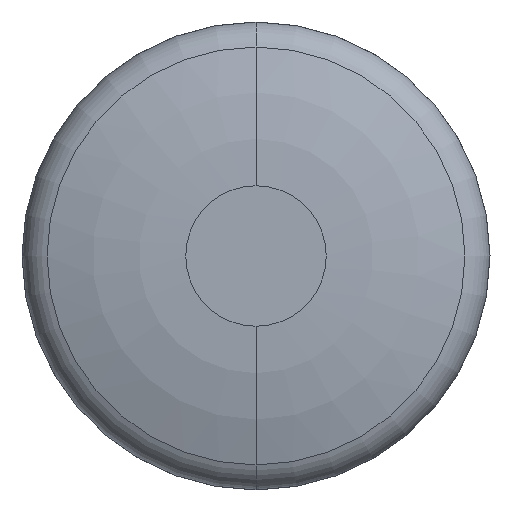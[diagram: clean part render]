
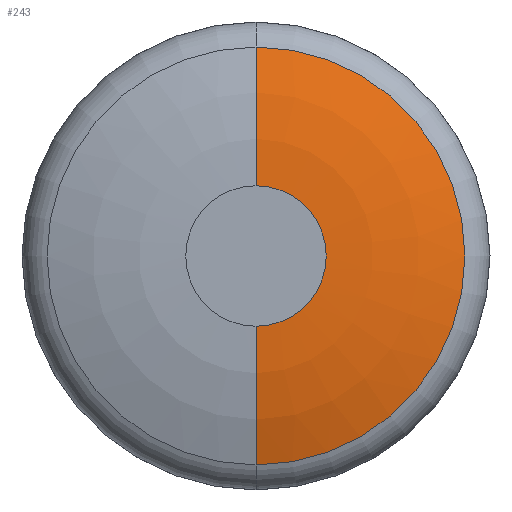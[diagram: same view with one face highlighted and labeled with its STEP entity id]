
A CAD part, front view. The second image highlights one B-rep face of the part: STEP entity #243.
In plain terms, the highlighted toroidal (fillet/blend) face has major radius 1.429 mm and minor radius 8.572 mm.
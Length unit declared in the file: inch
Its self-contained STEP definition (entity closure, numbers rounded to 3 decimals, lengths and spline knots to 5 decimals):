
#12 = AXIS2_PLACEMENT_3D ( 'NONE', #212, #32, #529 ) ;
#32 = DIRECTION ( 'NONE',  ( 0., -1., 0. ) ) ;
#41 = AXIS2_PLACEMENT_3D ( 'NONE', #466, #292, #165 ) ;
#42 = DIRECTION ( 'NONE',  ( 0., 0., -1. ) ) ;
#76 = CARTESIAN_POINT ( 'NONE',  ( 0., 0.01882, -0.16738 ) ) ;
#85 = ORIENTED_EDGE ( 'NONE', *, *, #548, .T. ) ;
#91 = CARTESIAN_POINT ( 'NONE',  ( 0., 0.01882, 0.16738 ) ) ;
#105 = FACE_OUTER_BOUND ( 'NONE', #463, .T. ) ;
#147 = DIRECTION ( 'NONE',  ( -1., 0., 0. ) ) ;
#154 = CIRCLE ( 'NONE', #324, 0.05625 ) ;
#165 = DIRECTION ( 'NONE',  ( 0., 0., -1. ) ) ;
#174 = EDGE_CURVE ( 'NONE', #470, #344, #178, .T. ) ;
#178 = CIRCLE ( 'NONE', #576, 0.3375 ) ;
#180 = EDGE_CURVE ( 'NONE', #344, #475, #154, .T. ) ;
#184 = CARTESIAN_POINT ( 'NONE',  ( 0., 0., -0.05625 ) ) ;
#197 = TOROIDAL_SURFACE ( 'NONE', #12, 0.05625, 0.3375 ) ;
#205 = CARTESIAN_POINT ( 'NONE',  ( 0., 0.01882, 0. ) ) ;
#212 = CARTESIAN_POINT ( 'NONE',  ( 0., 0.3375, 0. ) ) ;
#223 = EDGE_CURVE ( 'NONE', #360, #475, #407, .T. ) ;
#242 = DIRECTION ( 'NONE',  ( 0., -1., 0. ) ) ;
#243 = ADVANCED_FACE ( 'NONE', ( #105 ), #197, .T. ) ;
#289 = ORIENTED_EDGE ( 'NONE', *, *, #223, .T. ) ;
#292 = DIRECTION ( 'NONE',  ( 1., 0., 0. ) ) ;
#321 = CARTESIAN_POINT ( 'NONE',  ( 0., 0., 0. ) ) ;
#324 = AXIS2_PLACEMENT_3D ( 'NONE', #321, #242, #349 ) ;
#344 = VERTEX_POINT ( 'NONE', #184 ) ;
#349 = DIRECTION ( 'NONE',  ( 0., 0., -1. ) ) ;
#360 = VERTEX_POINT ( 'NONE', #91 ) ;
#362 = ORIENTED_EDGE ( 'NONE', *, *, #180, .F. ) ;
#402 = DIRECTION ( 'NONE',  ( 0., 0., 1. ) ) ;
#407 = CIRCLE ( 'NONE', #41, 0.3375 ) ;
#420 = CARTESIAN_POINT ( 'NONE',  ( 0., 0., 0.05625 ) ) ;
#438 = CIRCLE ( 'NONE', #501, 0.16738 ) ;
#463 = EDGE_LOOP ( 'NONE', ( #85, #289, #362, #555 ) ) ;
#466 = CARTESIAN_POINT ( 'NONE',  ( 0., 0.3375, 0.05625 ) ) ;
#470 = VERTEX_POINT ( 'NONE', #76 ) ;
#475 = VERTEX_POINT ( 'NONE', #420 ) ;
#501 = AXIS2_PLACEMENT_3D ( 'NONE', #205, #563, #42 ) ;
#529 = DIRECTION ( 'NONE',  ( 0., 0., -1. ) ) ;
#546 = CARTESIAN_POINT ( 'NONE',  ( 0., 0.3375, -0.05625 ) ) ;
#548 = EDGE_CURVE ( 'NONE', #470, #360, #438, .T. ) ;
#555 = ORIENTED_EDGE ( 'NONE', *, *, #174, .F. ) ;
#563 = DIRECTION ( 'NONE',  ( 0., -1., 0. ) ) ;
#576 = AXIS2_PLACEMENT_3D ( 'NONE', #546, #147, #402 ) ;
